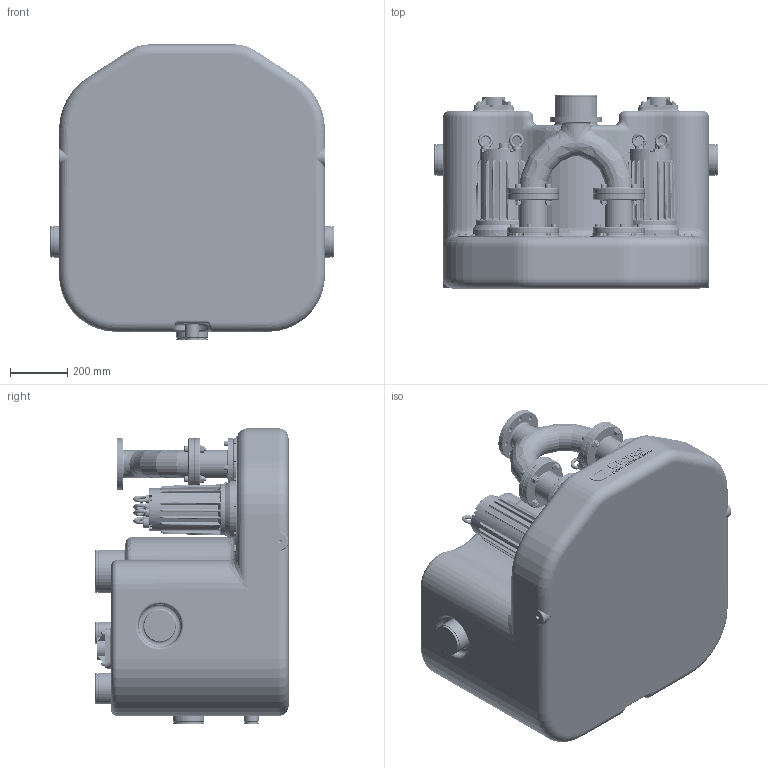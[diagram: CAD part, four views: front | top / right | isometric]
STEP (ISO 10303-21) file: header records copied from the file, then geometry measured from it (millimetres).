
FILE_DESCRIPTION (( 'STEP AP203' ), '1' );
FILE_NAME ('DPX-300.00.00.00.STEP', '2024-05-07T15:45:52', ( '' ), ( '' ), 'SwSTEP 2.0', 'SolidWorks 2023', '' );
FILE_SCHEMA (( 'CONFIG_CONTROL_DESIGN' ));
Length unit declared in the file: millimetre
Products named in the file (17): ГОСТ 4751-73_Рым-болт M12 ГОСТ 4751-73; DPX-75.00.00.06_Датчик_DPX-75.00.00.07_Заглушка; ГОСТ Р ИСО 4762-2012_Винт с цилиндрической головкой и шестигранным углублением под ключ ГОСТ Р ИСО 4762 - M6x20; ГОСТ Р ИСО 4762-2012_Винт с цилиндрической головкой и шестигранным углублением под ключ ГОСТ Р ИСО 4762 - M12x40; ГОСТ Р ИСО 12126-2009_Гайка шестигранная самостопорящаяся с фланцем M14x1,5-ГОСТ Р ИСО 12126-2009; DPX-150.02.00.00_Тройник_00; DPX-150-500_Бак_DPX-300.00.00.01_Бак; ГОСТ Р ИСО 4762-2012_Винт с цилиндрической головкой и шестигранным углублением под ключ ГОСТ Р ИСО 4762 - M8x20; DPX-150.00.01.02_Труба_00; DPX-150.00.01.01_Тройник_00; ГОСТ Р ИСО 7045-2013_Винт со скругленной головкой ГОСТ Р ИСО 7045 - 6x20 - H; ГОСТ Р 50274-92 Тип 1_Болт M8x16 ГОСТ Р 50274-92; DPX-75.00.01.02_Двигатель_00; DPX-300.00.00.00; DPX-150.00.00.02_Плита монтажная_00; ГОСТ Р ИСО 4762-2012_Винт с цилиндрической головкой и шестигранным углублением под ключ ГОСТ Р ИСО 4762 - M14x60; DPX-75.00.01.00_Насос_DPX-75.00.01.00
Assembly tree (76 placements, depth 3):
  DPX-300.00.00.00
    DPX-150-500_Бак_DPX-300.00.00.01_Бак
    DPX-75.00.00.06_Датчик_DPX-75.00.00.07_Заглушка  x2
    DPX-150.00.00.02_Плита монтажная_00  x2
    DPX-75.00.01.00_Насос_DPX-75.00.01.00  x2
      DPX-75.00.01.02_Двигатель_00
      ГОСТ Р ИСО 4762-2012_Винт с цилиндрической головкой и шестигранным углублением под ключ ГОСТ Р ИСО 4762 - M6x20
      ГОСТ Р ИСО 4762-2012_Винт с цилиндрической головкой и шестигранным углублением под ключ ГОСТ Р ИСО 4762 - M8x20
      ГОСТ 4751-73_Рым-болт M12 ГОСТ 4751-73
    DPX-150.02.00.00_Тройник_00
      DPX-150.00.01.01_Тройник_00
      DPX-150.00.01.02_Труба_00  x2
      ГОСТ Р ИСО 4762-2012_Винт с цилиндрической головкой и шестигранным углублением под ключ ГОСТ Р ИСО 4762 - M14x60  x8
      ГОСТ Р ИСО 12126-2009_Гайка шестигранная самостопорящаяся с фланцем M14x1,5-ГОСТ Р ИСО 12126-2009  x8
    ГОСТ Р ИСО 7045-2013_Винт со скругленной головкой ГОСТ Р ИСО 7045 - 6x20 - H  x8
    ГОСТ Р 50274-92 Тип 1_Болт M8x16 ГОСТ Р 50274-92  x22
    ГОСТ Р ИСО 4762-2012_Винт с цилиндрической головкой и шестигранным углублением под ключ ГОСТ Р ИСО 4762 - M12x40  x8
Bounding box: 990 x 675 x 1038 mm (x, y, z)
Volume: 27835041.8 mm3; surface area: 9077571.5 mm2
Topology: 86 solids, 86 shells, 4594 faces, 10891 edges, 6458 vertices
Faces by surface type: cylinder 1127, plane 1113, bspline 851, torus 785, cone 636, sphere 82
Entity records: 125294 total; most frequent: CARTESIAN_POINT 72281, ORIENTED_EDGE 10520, DIRECTION 9983, EDGE_CURVE 5260, AXIS2_PLACEMENT_3D 4062, VERTEX_POINT 3203, EDGE_LOOP 2535, FACE_OUTER_BOUND 2254
